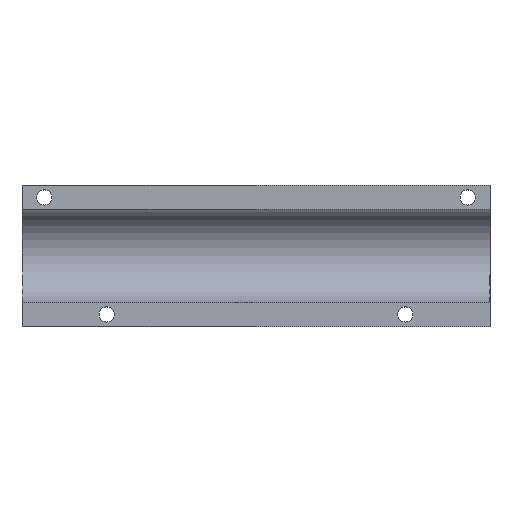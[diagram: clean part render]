
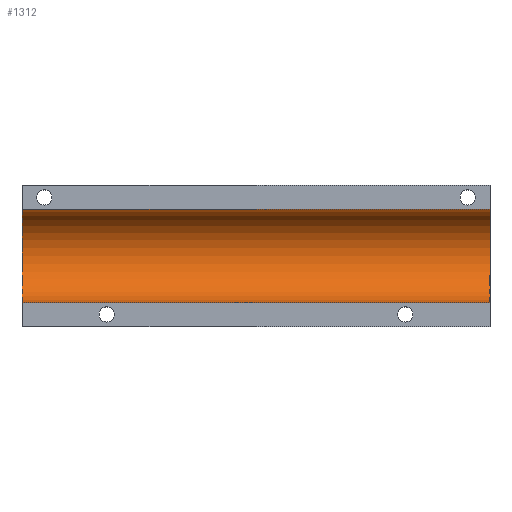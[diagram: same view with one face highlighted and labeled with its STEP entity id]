
A CAD part, top view. The second image highlights one B-rep face of the part: STEP entity #1312.
In plain terms, the highlighted cylindrical face has radius 18.7 mm (diameter 37.4 mm), a partial arc.
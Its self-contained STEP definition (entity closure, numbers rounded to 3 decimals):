
#44 = PLANE('',#45);
#45 = AXIS2_PLACEMENT_3D('',#46,#47,#48);
#46 = CARTESIAN_POINT('',(-94.,10.,4.576));
#47 = DIRECTION('',(-1.,0.,0.));
#48 = DIRECTION('',(0.,0.,-1.));
#72 = PLANE('',#73);
#73 = AXIS2_PLACEMENT_3D('',#74,#75,#76);
#74 = CARTESIAN_POINT('',(-94.,38.5,17.));
#75 = DIRECTION('',(0.,0.,-1.));
#76 = DIRECTION('',(0.,-1.,0.));
#100 = PLANE('',#101);
#101 = AXIS2_PLACEMENT_3D('',#102,#103,#104);
#102 = CARTESIAN_POINT('',(94.,10.,4.576));
#103 = DIRECTION('',(-1.,0.,0.));
#104 = DIRECTION('',(0.,0.,-1.));
#398 = VERTEX_POINT('',#399);
#399 = CARTESIAN_POINT('',(-94.,-8.7,17.));
#413 = PLANE('',#414);
#414 = AXIS2_PLACEMENT_3D('',#415,#416,#417);
#415 = CARTESIAN_POINT('',(-94.,-18.5,17.));
#416 = DIRECTION('',(0.,0.,1.));
#417 = DIRECTION('',(0.,1.,0.));
#425 = EDGE_CURVE('',#398,#426,#428,.T.);
#426 = VERTEX_POINT('',#427);
#427 = CARTESIAN_POINT('',(-94.,28.7,17.));
#428 = SURFACE_CURVE('',#429,(#434,#445),.PCURVE_S1.);
#429 = CIRCLE('',#430,18.7);
#430 = AXIS2_PLACEMENT_3D('',#431,#432,#433);
#431 = CARTESIAN_POINT('',(-94.,10.,17.));
#432 = DIRECTION('',(1.,0.,0.));
#433 = DIRECTION('',(0.,1.,0.));
#434 = PCURVE('',#44,#435);
#435 = DEFINITIONAL_REPRESENTATION('',(#436),#444);
#436 = ( BOUNDED_CURVE() B_SPLINE_CURVE(2,(#437,#438,#439,#440,#441,#442
,#443),.UNSPECIFIED.,.T.,.F.) B_SPLINE_CURVE_WITH_KNOTS((1,2,2,2,2,1),(
    -2.094,0.,2.094,4.189,6.283,
8.378),.UNSPECIFIED.) CURVE() GEOMETRIC_REPRESENTATION_ITEM() 
RATIONAL_B_SPLINE_CURVE((1.,0.5,1.,0.5,1.,0.5,1.)) REPRESENTATION_ITEM(
  '') );
#437 = CARTESIAN_POINT('',(-12.424,-18.7));
#438 = CARTESIAN_POINT('',(-44.814,-18.7));
#439 = CARTESIAN_POINT('',(-28.619,9.35));
#440 = CARTESIAN_POINT('',(-12.424,37.4));
#441 = CARTESIAN_POINT('',(3.77,9.35));
#442 = CARTESIAN_POINT('',(19.965,-18.7));
#443 = CARTESIAN_POINT('',(-12.424,-18.7));
#444 = ( GEOMETRIC_REPRESENTATION_CONTEXT(2) 
PARAMETRIC_REPRESENTATION_CONTEXT() REPRESENTATION_CONTEXT('2D SPACE',''
  ) );
#445 = PCURVE('',#446,#451);
#446 = CYLINDRICAL_SURFACE('',#447,18.7);
#447 = AXIS2_PLACEMENT_3D('',#448,#449,#450);
#448 = CARTESIAN_POINT('',(-94.,10.,17.));
#449 = DIRECTION('',(-1.,0.,0.));
#450 = DIRECTION('',(0.,1.,0.));
#451 = DEFINITIONAL_REPRESENTATION('',(#452),#456);
#452 = LINE('',#453,#454);
#453 = CARTESIAN_POINT('',(-0.,0.));
#454 = VECTOR('',#455,1.);
#455 = DIRECTION('',(-1.,0.));
#456 = ( GEOMETRIC_REPRESENTATION_CONTEXT(2) 
PARAMETRIC_REPRESENTATION_CONTEXT() REPRESENTATION_CONTEXT('2D SPACE',''
  ) );
#893 = VERTEX_POINT('',#894);
#894 = CARTESIAN_POINT('',(94.,-8.7,17.));
#915 = EDGE_CURVE('',#893,#916,#918,.T.);
#916 = VERTEX_POINT('',#917);
#917 = CARTESIAN_POINT('',(94.,28.7,17.));
#918 = SURFACE_CURVE('',#919,(#924,#935),.PCURVE_S1.);
#919 = CIRCLE('',#920,18.7);
#920 = AXIS2_PLACEMENT_3D('',#921,#922,#923);
#921 = CARTESIAN_POINT('',(94.,10.,17.));
#922 = DIRECTION('',(1.,0.,0.));
#923 = DIRECTION('',(0.,1.,0.));
#924 = PCURVE('',#100,#925);
#925 = DEFINITIONAL_REPRESENTATION('',(#926),#934);
#926 = ( BOUNDED_CURVE() B_SPLINE_CURVE(2,(#927,#928,#929,#930,#931,#932
,#933),.UNSPECIFIED.,.T.,.F.) B_SPLINE_CURVE_WITH_KNOTS((1,2,2,2,2,1),(
    -2.094,0.,2.094,4.189,6.283,
8.378),.UNSPECIFIED.) CURVE() GEOMETRIC_REPRESENTATION_ITEM() 
RATIONAL_B_SPLINE_CURVE((1.,0.5,1.,0.5,1.,0.5,1.)) REPRESENTATION_ITEM(
  '') );
#927 = CARTESIAN_POINT('',(-12.424,-18.7));
#928 = CARTESIAN_POINT('',(-44.814,-18.7));
#929 = CARTESIAN_POINT('',(-28.619,9.35));
#930 = CARTESIAN_POINT('',(-12.424,37.4));
#931 = CARTESIAN_POINT('',(3.77,9.35));
#932 = CARTESIAN_POINT('',(19.965,-18.7));
#933 = CARTESIAN_POINT('',(-12.424,-18.7));
#934 = ( GEOMETRIC_REPRESENTATION_CONTEXT(2) 
PARAMETRIC_REPRESENTATION_CONTEXT() REPRESENTATION_CONTEXT('2D SPACE',''
  ) );
#935 = PCURVE('',#446,#936);
#936 = DEFINITIONAL_REPRESENTATION('',(#937),#941);
#937 = LINE('',#938,#939);
#938 = CARTESIAN_POINT('',(-0.,-188.));
#939 = VECTOR('',#940,1.);
#940 = DIRECTION('',(-1.,0.));
#941 = ( GEOMETRIC_REPRESENTATION_CONTEXT(2) 
PARAMETRIC_REPRESENTATION_CONTEXT() REPRESENTATION_CONTEXT('2D SPACE',''
  ) );
#969 = EDGE_CURVE('',#426,#916,#970,.T.);
#970 = SURFACE_CURVE('',#971,(#975,#982),.PCURVE_S1.);
#971 = LINE('',#972,#973);
#972 = CARTESIAN_POINT('',(-94.,28.7,17.));
#973 = VECTOR('',#974,1.);
#974 = DIRECTION('',(1.,0.,0.));
#975 = PCURVE('',#72,#976);
#976 = DEFINITIONAL_REPRESENTATION('',(#977),#981);
#977 = LINE('',#978,#979);
#978 = CARTESIAN_POINT('',(9.8,0.));
#979 = VECTOR('',#980,1.);
#980 = DIRECTION('',(0.,-1.));
#981 = ( GEOMETRIC_REPRESENTATION_CONTEXT(2) 
PARAMETRIC_REPRESENTATION_CONTEXT() REPRESENTATION_CONTEXT('2D SPACE',''
  ) );
#982 = PCURVE('',#446,#983);
#983 = DEFINITIONAL_REPRESENTATION('',(#984),#988);
#984 = LINE('',#985,#986);
#985 = CARTESIAN_POINT('',(-6.283,0.));
#986 = VECTOR('',#987,1.);
#987 = DIRECTION('',(-0.,-1.));
#988 = ( GEOMETRIC_REPRESENTATION_CONTEXT(2) 
PARAMETRIC_REPRESENTATION_CONTEXT() REPRESENTATION_CONTEXT('2D SPACE',''
  ) );
#1221 = EDGE_CURVE('',#398,#893,#1222,.T.);
#1222 = SURFACE_CURVE('',#1223,(#1227,#1234),.PCURVE_S1.);
#1223 = LINE('',#1224,#1225);
#1224 = CARTESIAN_POINT('',(-94.,-8.7,17.));
#1225 = VECTOR('',#1226,1.);
#1226 = DIRECTION('',(1.,0.,0.));
#1227 = PCURVE('',#413,#1228);
#1228 = DEFINITIONAL_REPRESENTATION('',(#1229),#1233);
#1229 = LINE('',#1230,#1231);
#1230 = CARTESIAN_POINT('',(9.8,0.));
#1231 = VECTOR('',#1232,1.);
#1232 = DIRECTION('',(0.,-1.));
#1233 = ( GEOMETRIC_REPRESENTATION_CONTEXT(2) 
PARAMETRIC_REPRESENTATION_CONTEXT() REPRESENTATION_CONTEXT('2D SPACE',''
  ) );
#1234 = PCURVE('',#446,#1235);
#1235 = DEFINITIONAL_REPRESENTATION('',(#1236),#1240);
#1236 = LINE('',#1237,#1238);
#1237 = CARTESIAN_POINT('',(-3.142,0.));
#1238 = VECTOR('',#1239,1.);
#1239 = DIRECTION('',(-0.,-1.));
#1240 = ( GEOMETRIC_REPRESENTATION_CONTEXT(2) 
PARAMETRIC_REPRESENTATION_CONTEXT() REPRESENTATION_CONTEXT('2D SPACE',''
  ) );
#1312 = ADVANCED_FACE('',(#1313),#446,.F.);
#1313 = FACE_BOUND('',#1314,.T.);
#1314 = EDGE_LOOP('',(#1315,#1316,#1317,#1318));
#1315 = ORIENTED_EDGE('',*,*,#1221,.T.);
#1316 = ORIENTED_EDGE('',*,*,#915,.T.);
#1317 = ORIENTED_EDGE('',*,*,#969,.F.);
#1318 = ORIENTED_EDGE('',*,*,#425,.F.);
